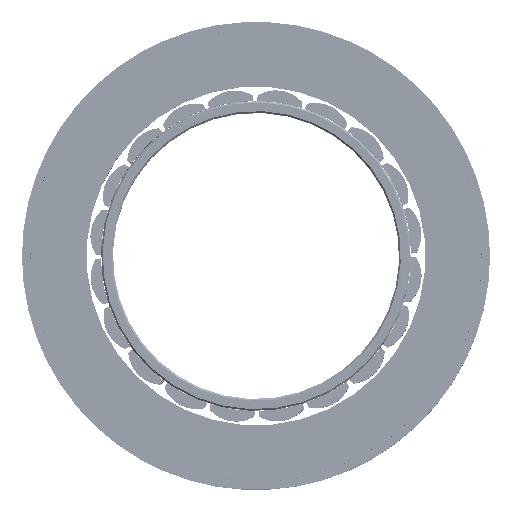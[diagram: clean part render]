
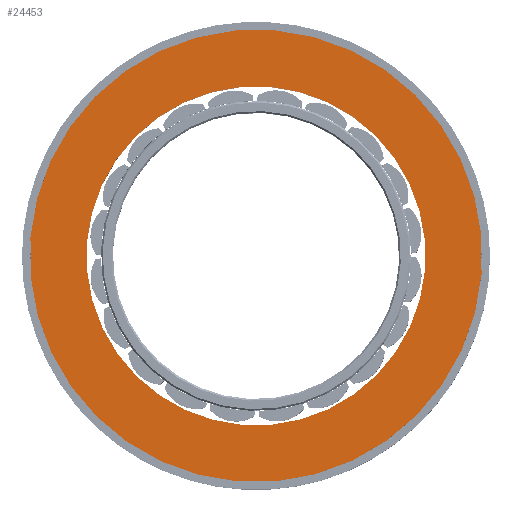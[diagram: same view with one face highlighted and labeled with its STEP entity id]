
A CAD part, top view. The second image highlights one B-rep face of the part: STEP entity #24453.
In plain terms, the highlighted planar face has unit normal (0, 0, 1).
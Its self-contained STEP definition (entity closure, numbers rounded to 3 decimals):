
#407 = DIRECTION ( 'NONE',  ( 1., 0., 0. ) ) ;
#598 = FACE_OUTER_BOUND ( 'NONE', #28881, .T. ) ;
#876 = ORIENTED_EDGE ( 'NONE', *, *, #18300, .T. ) ;
#2479 = CARTESIAN_POINT ( 'NONE',  ( 41.1, 0., 5.5 ) ) ;
#2903 = DIRECTION ( 'NONE',  ( 0., 0., 1. ) ) ;
#3230 = CIRCLE ( 'NONE', #27974, 41.1 ) ;
#3644 = EDGE_CURVE ( 'NONE', #22336, #28414, #28586, .T. ) ;
#3982 = CARTESIAN_POINT ( 'NONE',  ( 0., 0., 5.5 ) ) ;
#5343 = AXIS2_PLACEMENT_3D ( 'NONE', #7546, #19096, #407 ) ;
#6533 = DIRECTION ( 'NONE',  ( 1., 0., 0. ) ) ;
#6742 = DIRECTION ( 'NONE',  ( 0., 0., 1. ) ) ;
#6910 = CARTESIAN_POINT ( 'NONE',  ( 30.8, 0., 5.5 ) ) ;
#7546 = CARTESIAN_POINT ( 'NONE',  ( 0., 0., 5.5 ) ) ;
#8160 = ORIENTED_EDGE ( 'NONE', *, *, #21406, .F. ) ;
#8531 = CARTESIAN_POINT ( 'NONE',  ( -41.1, 0., 5.5 ) ) ;
#8844 = ORIENTED_EDGE ( 'NONE', *, *, #14834, .T. ) ;
#9158 = AXIS2_PLACEMENT_3D ( 'NONE', #24924, #13056, #6533 ) ;
#9195 = CIRCLE ( 'NONE', #5343, 30.8 ) ;
#11042 = VERTEX_POINT ( 'NONE', #2479 ) ;
#11881 = CARTESIAN_POINT ( 'NONE',  ( -30.8, 0., 5.5 ) ) ;
#13056 = DIRECTION ( 'NONE',  ( 0., 0., 1. ) ) ;
#13072 = DIRECTION ( 'NONE',  ( 0., 0., 1. ) ) ;
#13985 = FACE_BOUND ( 'NONE', #20793, .T. ) ;
#14834 = EDGE_CURVE ( 'NONE', #11042, #22750, #23231, .T. ) ;
#15721 = ORIENTED_EDGE ( 'NONE', *, *, #3644, .F. ) ;
#16003 = DIRECTION ( 'NONE',  ( 1., 0., 0. ) ) ;
#18300 = EDGE_CURVE ( 'NONE', #22750, #11042, #3230, .T. ) ;
#19096 = DIRECTION ( 'NONE',  ( 0., 0., 1. ) ) ;
#20793 = EDGE_LOOP ( 'NONE', ( #15721, #8160 ) ) ;
#21272 = PLANE ( 'NONE',  #29707 ) ;
#21406 = EDGE_CURVE ( 'NONE', #28414, #22336, #9195, .T. ) ;
#22336 = VERTEX_POINT ( 'NONE', #11881 ) ;
#22353 = DIRECTION ( 'NONE',  ( 1., 0., 0. ) ) ;
#22750 = VERTEX_POINT ( 'NONE', #8531 ) ;
#23231 = CIRCLE ( 'NONE', #9158, 41.1 ) ;
#23258 = DIRECTION ( 'NONE',  ( 1., 0., 0. ) ) ;
#23849 = CARTESIAN_POINT ( 'NONE',  ( 0., 0., 5.5 ) ) ;
#24453 = ADVANCED_FACE ( 'NONE', ( #598, #13985 ), #21272, .T. ) ;
#24924 = CARTESIAN_POINT ( 'NONE',  ( 0., 0., 5.5 ) ) ;
#27567 = CARTESIAN_POINT ( 'NONE',  ( 0., 0., 5.5 ) ) ;
#27974 = AXIS2_PLACEMENT_3D ( 'NONE', #27567, #6742, #16003 ) ;
#28414 = VERTEX_POINT ( 'NONE', #6910 ) ;
#28586 = CIRCLE ( 'NONE', #29582, 30.8 ) ;
#28881 = EDGE_LOOP ( 'NONE', ( #876, #8844 ) ) ;
#29582 = AXIS2_PLACEMENT_3D ( 'NONE', #3982, #13072, #22353 ) ;
#29707 = AXIS2_PLACEMENT_3D ( 'NONE', #23849, #2903, #23258 ) ;
